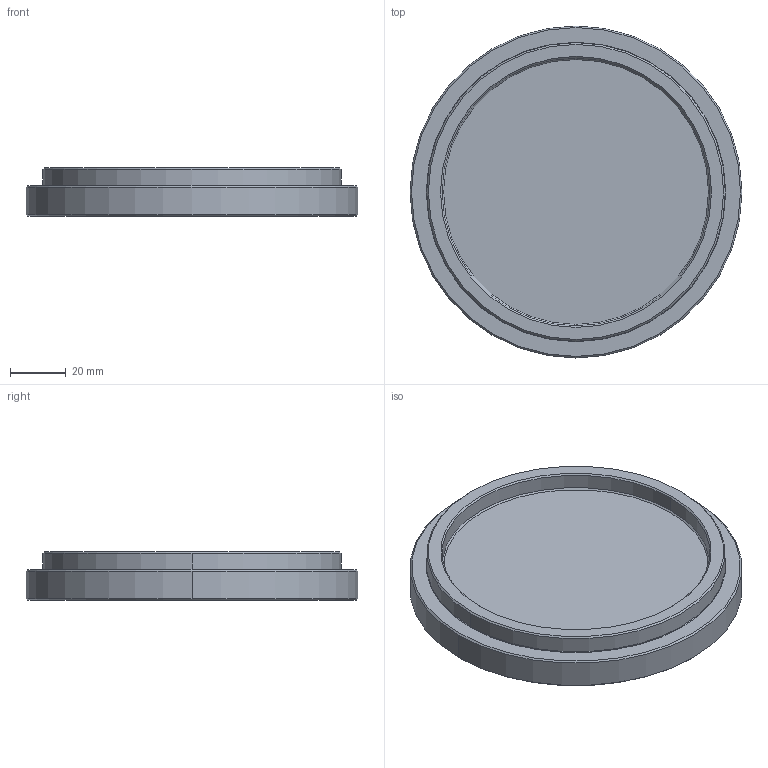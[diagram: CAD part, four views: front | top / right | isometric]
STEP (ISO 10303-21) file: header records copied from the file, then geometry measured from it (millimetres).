
FILE_DESCRIPTION (( 'STEP AP214' ), '1' );
FILE_NAME ('Gauder_base_cap.STEP', '2025-03-26T23:42:32', ( '' ), ( '' ), 'SwSTEP 2.0', 'SolidWorks 2024', '' );
FILE_SCHEMA (( 'AUTOMOTIVE_DESIGN' ));
Length unit declared in the file: millimetre
Products named in the file (1): Gauder_base_cap
Bounding box: 119.43 x 119.43 x 17.37 mm (x, y, z)
Volume: 120082.4 mm3; surface area: 32486.1 mm2
Topology: 1 solids, 1 shells, 48 faces, 103 edges, 62 vertices
Faces by surface type: cone 26, cylinder 12, plane 9, bspline 1
Entity records: 1341 total; most frequent: CARTESIAN_POINT 258, DIRECTION 245, ORIENTED_EDGE 204, EDGE_CURVE 102, AXIS2_PLACEMENT_3D 100, VERTEX_POINT 60, EDGE_LOOP 52, CIRCLE 52
